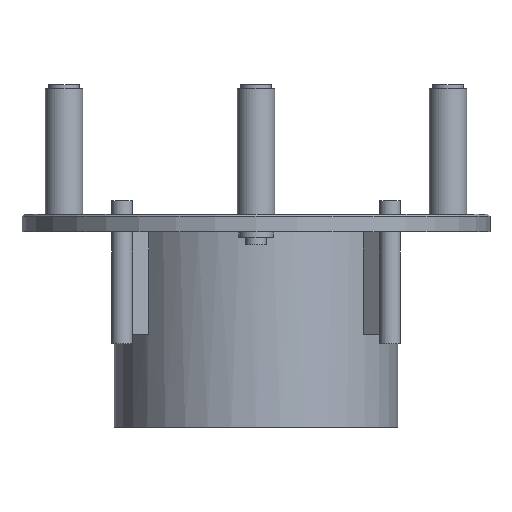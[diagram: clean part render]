
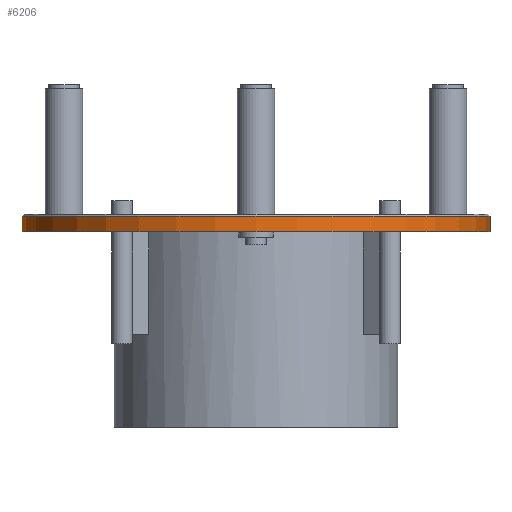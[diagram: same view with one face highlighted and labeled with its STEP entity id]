
A CAD part, front view. The second image highlights one B-rep face of the part: STEP entity #6206.
In plain terms, the highlighted cylindrical face has radius 52.4 mm (diameter 104.8 mm), a partial arc.
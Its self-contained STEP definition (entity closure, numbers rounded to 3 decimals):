
#298 = CARTESIAN_POINT ( 'NONE',  ( 0., 0., 33.5 ) ) ;
#469 = VECTOR ( 'NONE', #1585, 1000. ) ;
#705 = CIRCLE ( 'NONE', #3967, 52.4 ) ;
#955 = DIRECTION ( 'NONE',  ( 0., 0., -1. ) ) ;
#982 = CARTESIAN_POINT ( 'NONE',  ( -52.4, 0., 32. ) ) ;
#1218 = CARTESIAN_POINT ( 'NONE',  ( 0., 0., 30. ) ) ;
#1262 = DIRECTION ( 'NONE',  ( 1., 0., 0. ) ) ;
#1395 = ORIENTED_EDGE ( 'NONE', *, *, #2384, .F. ) ;
#1445 = EDGE_LOOP ( 'NONE', ( #1395, #4354, #3604, #4873 ) ) ;
#1467 = FACE_OUTER_BOUND ( 'NONE', #1445, .T. ) ;
#1585 = DIRECTION ( 'NONE',  ( 0., 0., -1. ) ) ;
#1617 = AXIS2_PLACEMENT_3D ( 'NONE', #2910, #955, #1963 ) ;
#1754 = VERTEX_POINT ( 'NONE', #2560 ) ;
#1778 = CIRCLE ( 'NONE', #2198, 52.4 ) ;
#1963 = DIRECTION ( 'NONE',  ( -1., 0., 0. ) ) ;
#2198 = AXIS2_PLACEMENT_3D ( 'NONE', #298, #4173, #1262 ) ;
#2384 = EDGE_CURVE ( 'NONE', #2759, #2388, #4539, .T. ) ;
#2388 = VERTEX_POINT ( 'NONE', #4535 ) ;
#2560 = CARTESIAN_POINT ( 'NONE',  ( -52.4, 0., 33.5 ) ) ;
#2600 = DIRECTION ( 'NONE',  ( 0., 0., -1. ) ) ;
#2759 = VERTEX_POINT ( 'NONE', #3336 ) ;
#2910 = CARTESIAN_POINT ( 'NONE',  ( 0., 0., 32. ) ) ;
#3124 = EDGE_CURVE ( 'NONE', #3190, #2388, #705, .T. ) ;
#3190 = VERTEX_POINT ( 'NONE', #3646 ) ;
#3235 = VECTOR ( 'NONE', #2600, 1000. ) ;
#3336 = CARTESIAN_POINT ( 'NONE',  ( 52.4, 0., 33.5 ) ) ;
#3434 = EDGE_CURVE ( 'NONE', #2759, #1754, #1778, .T. ) ;
#3604 = ORIENTED_EDGE ( 'NONE', *, *, #5882, .T. ) ;
#3646 = CARTESIAN_POINT ( 'NONE',  ( -52.4, 0., 30. ) ) ;
#3967 = AXIS2_PLACEMENT_3D ( 'NONE', #1218, #5621, #4700 ) ;
#4173 = DIRECTION ( 'NONE',  ( 0., 0., -1. ) ) ;
#4197 = CYLINDRICAL_SURFACE ( 'NONE', #1617, 52.4 ) ;
#4354 = ORIENTED_EDGE ( 'NONE', *, *, #3434, .T. ) ;
#4535 = CARTESIAN_POINT ( 'NONE',  ( 52.4, 0., 30. ) ) ;
#4539 = LINE ( 'NONE', #6081, #3235 ) ;
#4700 = DIRECTION ( 'NONE',  ( 1., 0., 0. ) ) ;
#4873 = ORIENTED_EDGE ( 'NONE', *, *, #3124, .T. ) ;
#5621 = DIRECTION ( 'NONE',  ( 0., 0., 1. ) ) ;
#5882 = EDGE_CURVE ( 'NONE', #1754, #3190, #6048, .T. ) ;
#6048 = LINE ( 'NONE', #982, #469 ) ;
#6081 = CARTESIAN_POINT ( 'NONE',  ( 52.4, 0., 32. ) ) ;
#6206 = ADVANCED_FACE ( 'NONE', ( #1467 ), #4197, .T. ) ;
